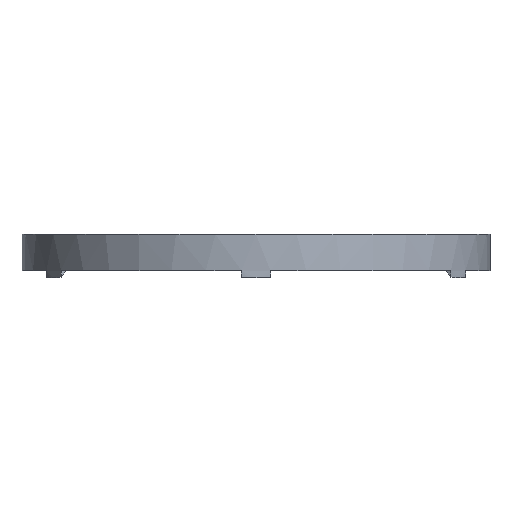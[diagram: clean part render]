
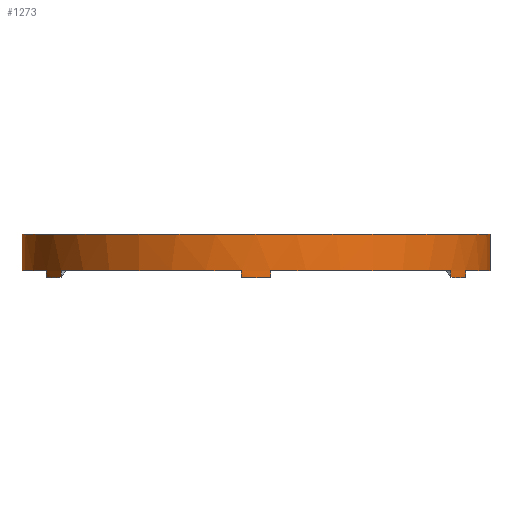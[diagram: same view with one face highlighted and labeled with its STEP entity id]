
A CAD part, left-side view. The second image highlights one B-rep face of the part: STEP entity #1273.
In plain terms, the highlighted cylindrical face has radius 16.095 mm (diameter 32.19 mm), a full revolution.
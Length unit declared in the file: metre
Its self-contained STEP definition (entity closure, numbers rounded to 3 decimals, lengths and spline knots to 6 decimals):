
#1273=ADVANCED_FACE('',(#2930,#2931),#2932,.T.);
#2930=FACE_OUTER_BOUND('',#7808,.T.);
#2931=FACE_OUTER_BOUND('',#7809,.T.);
#2932=CYLINDRICAL_SURFACE('',#7810,0.016095);
#7808=EDGE_LOOP('',(#16100,#16101,#16102,#16103,#16104,#16105,#16106,#16107,#16108,#16109,#16110,#16111,#16112,#16113,#16114,#16115,#16116,#16117,#16118,#16119,#16120,#16121,#16122,#16123));
#7809=EDGE_LOOP('',(#16124));
#7810=AXIS2_PLACEMENT_3D('',#16125,#16126,#16127);
#16100=ORIENTED_EDGE('',*,*,#20611,.T.);
#16101=ORIENTED_EDGE('',*,*,#20643,.F.);
#16102=ORIENTED_EDGE('',*,*,#20644,.T.);
#16103=ORIENTED_EDGE('',*,*,#20645,.F.);
#16104=ORIENTED_EDGE('',*,*,#20607,.T.);
#16105=ORIENTED_EDGE('',*,*,#20646,.F.);
#16106=ORIENTED_EDGE('',*,*,#20647,.T.);
#16107=ORIENTED_EDGE('',*,*,#20648,.F.);
#16108=ORIENTED_EDGE('',*,*,#20603,.T.);
#16109=ORIENTED_EDGE('',*,*,#20649,.F.);
#16110=ORIENTED_EDGE('',*,*,#20650,.T.);
#16111=ORIENTED_EDGE('',*,*,#20651,.F.);
#16112=ORIENTED_EDGE('',*,*,#20599,.T.);
#16113=ORIENTED_EDGE('',*,*,#20652,.F.);
#16114=ORIENTED_EDGE('',*,*,#20653,.T.);
#16115=ORIENTED_EDGE('',*,*,#20654,.F.);
#16116=ORIENTED_EDGE('',*,*,#20595,.T.);
#16117=ORIENTED_EDGE('',*,*,#20655,.F.);
#16118=ORIENTED_EDGE('',*,*,#20656,.T.);
#16119=ORIENTED_EDGE('',*,*,#20657,.F.);
#16120=ORIENTED_EDGE('',*,*,#20615,.T.);
#16121=ORIENTED_EDGE('',*,*,#20658,.F.);
#16122=ORIENTED_EDGE('',*,*,#20659,.T.);
#16123=ORIENTED_EDGE('',*,*,#20660,.F.);
#16124=ORIENTED_EDGE('',*,*,#19816,.T.);
#16125=CARTESIAN_POINT('',(0.0,0.0,0.0));
#16126=DIRECTION('',(0.0,-0.0,1.0));
#16127=DIRECTION('',(1.0,0.0,0.0));
#19816=EDGE_CURVE('',#23461,#23461,#23462,.T.);
#20595=EDGE_CURVE('',#24436,#24434,#24437,.T.);
#20599=EDGE_CURVE('',#24444,#24442,#24445,.T.);
#20603=EDGE_CURVE('',#24452,#24450,#24453,.T.);
#20607=EDGE_CURVE('',#24460,#24458,#24461,.T.);
#20611=EDGE_CURVE('',#24468,#24466,#24469,.T.);
#20615=EDGE_CURVE('',#24430,#24474,#24476,.T.);
#20643=EDGE_CURVE('',#24515,#24466,#24516,.T.);
#20644=EDGE_CURVE('',#24515,#24517,#24518,.T.);
#20645=EDGE_CURVE('',#24460,#24517,#24519,.F.);
#20646=EDGE_CURVE('',#24520,#24458,#24521,.T.);
#20647=EDGE_CURVE('',#24520,#24522,#24523,.T.);
#20648=EDGE_CURVE('',#24452,#24522,#24524,.F.);
#20649=EDGE_CURVE('',#24525,#24450,#24526,.T.);
#20650=EDGE_CURVE('',#24525,#24527,#24528,.T.);
#20651=EDGE_CURVE('',#24444,#24527,#24529,.F.);
#20652=EDGE_CURVE('',#24530,#24442,#24531,.T.);
#20653=EDGE_CURVE('',#24530,#24532,#24533,.T.);
#20654=EDGE_CURVE('',#24436,#24532,#24534,.F.);
#20655=EDGE_CURVE('',#24535,#24434,#24536,.T.);
#20656=EDGE_CURVE('',#24535,#24537,#24538,.T.);
#20657=EDGE_CURVE('',#24430,#24537,#24539,.F.);
#20658=EDGE_CURVE('',#24540,#24474,#24541,.T.);
#20659=EDGE_CURVE('',#24540,#24542,#24543,.T.);
#20660=EDGE_CURVE('',#24468,#24542,#24544,.F.);
#23461=VERTEX_POINT('',#29538);
#23462=CIRCLE('',#29539,0.016095);
#24430=VERTEX_POINT('',#31268);
#24434=VERTEX_POINT('',#31274);
#24436=VERTEX_POINT('',#31277);
#24437=CIRCLE('',#31278,0.016095);
#24442=VERTEX_POINT('',#31285);
#24444=VERTEX_POINT('',#31288);
#24445=CIRCLE('',#31289,0.016095);
#24450=VERTEX_POINT('',#31296);
#24452=VERTEX_POINT('',#31299);
#24453=CIRCLE('',#31300,0.016095);
#24458=VERTEX_POINT('',#31307);
#24460=VERTEX_POINT('',#31310);
#24461=CIRCLE('',#31311,0.016095);
#24466=VERTEX_POINT('',#31318);
#24468=VERTEX_POINT('',#31321);
#24469=CIRCLE('',#31322,0.016095);
#24474=VERTEX_POINT('',#31329);
#24476=CIRCLE('',#31332,0.016095);
#24515=VERTEX_POINT('',#31371);
#24516=LINE('',#31372,#31373);
#24517=VERTEX_POINT('',#31374);
#24518=ELLIPSE('',#31375,0.022762,0.016095);
#24519=LINE('',#31376,#31377);
#24520=VERTEX_POINT('',#31378);
#24521=LINE('',#31379,#31380);
#24522=VERTEX_POINT('',#31381);
#24523=ELLIPSE('',#31382,0.022762,0.016095);
#24524=LINE('',#31383,#31384);
#24525=VERTEX_POINT('',#31385);
#24526=LINE('',#31386,#31387);
#24527=VERTEX_POINT('',#31388);
#24528=ELLIPSE('',#31389,0.022762,0.016095);
#24529=LINE('',#31390,#31391);
#24530=VERTEX_POINT('',#31392);
#24531=LINE('',#31393,#31394);
#24532=VERTEX_POINT('',#31395);
#24533=ELLIPSE('',#31396,0.022762,0.016095);
#24534=LINE('',#31397,#31398);
#24535=VERTEX_POINT('',#31399);
#24536=LINE('',#31400,#31401);
#24537=VERTEX_POINT('',#31402);
#24538=ELLIPSE('',#31403,0.022762,0.016095);
#24539=LINE('',#31404,#31405);
#24540=VERTEX_POINT('',#31406);
#24541=LINE('',#31407,#31408);
#24542=VERTEX_POINT('',#31409);
#24543=ELLIPSE('',#31410,0.022762,0.016095);
#24544=LINE('',#31411,#31412);
#29538=CARTESIAN_POINT('',(0.016095,0.0,0.0));
#29539=AXIS2_PLACEMENT_3D('',#33676,#33677,#33678);
#31268=CARTESIAN_POINT('',(-0.008898,0.013412,-0.0025));
#31274=CARTESIAN_POINT('',(-0.007166,0.014412,-0.0025));
#31277=CARTESIAN_POINT('',(0.007166,0.014412,-0.0025));
#31278=AXIS2_PLACEMENT_3D('',#33918,#33919,#33920);
#31285=CARTESIAN_POINT('',(0.008898,0.013412,-0.0025));
#31288=CARTESIAN_POINT('',(0.016064,0.001,-0.0025));
#31289=AXIS2_PLACEMENT_3D('',#33924,#33925,#33926);
#31296=CARTESIAN_POINT('',(0.016064,-0.001,-0.0025));
#31299=CARTESIAN_POINT('',(0.008898,-0.013412,-0.0025));
#31300=AXIS2_PLACEMENT_3D('',#33930,#33931,#33932);
#31307=CARTESIAN_POINT('',(0.007166,-0.014412,-0.0025));
#31310=CARTESIAN_POINT('',(-0.007166,-0.014412,-0.0025));
#31311=AXIS2_PLACEMENT_3D('',#33936,#33937,#33938);
#31318=CARTESIAN_POINT('',(-0.008898,-0.013412,-0.0025));
#31321=CARTESIAN_POINT('',(-0.016064,-0.001,-0.0025));
#31322=AXIS2_PLACEMENT_3D('',#33942,#33943,#33944);
#31329=CARTESIAN_POINT('',(-0.016064,0.001,-0.0025));
#31332=AXIS2_PLACEMENT_3D('',#33948,#33949,#33950);
#31371=CARTESIAN_POINT('',(-0.008898,-0.013412,-0.002969));
#31372=CARTESIAN_POINT('',(-0.008898,-0.013412,-0.00301));
#31373=VECTOR('',#34026,1.0);
#31374=CARTESIAN_POINT('',(-0.007166,-0.014412,-0.002969));
#31375=AXIS2_PLACEMENT_3D('',#34027,#34028,#34029);
#31376=CARTESIAN_POINT('',(-0.007166,-0.014412,-0.00301));
#31377=VECTOR('',#34030,1.0);
#31378=CARTESIAN_POINT('',(0.007166,-0.014412,-0.002969));
#31379=CARTESIAN_POINT('',(0.007166,-0.014412,-0.00301));
#31380=VECTOR('',#34031,1.0);
#31381=CARTESIAN_POINT('',(0.008898,-0.013412,-0.002969));
#31382=AXIS2_PLACEMENT_3D('',#34032,#34033,#34034);
#31383=CARTESIAN_POINT('',(0.008898,-0.013412,-0.00301));
#31384=VECTOR('',#34035,1.0);
#31385=CARTESIAN_POINT('',(0.016064,-0.001,-0.002969));
#31386=CARTESIAN_POINT('',(0.016064,-0.001,-0.00301));
#31387=VECTOR('',#34036,1.0);
#31388=CARTESIAN_POINT('',(0.016064,0.001,-0.002969));
#31389=AXIS2_PLACEMENT_3D('',#34037,#34038,#34039);
#31390=CARTESIAN_POINT('',(0.016064,0.001,-0.00301));
#31391=VECTOR('',#34040,1.0);
#31392=CARTESIAN_POINT('',(0.008898,0.013412,-0.002969));
#31393=CARTESIAN_POINT('',(0.008898,0.013412,-0.00301));
#31394=VECTOR('',#34041,1.0);
#31395=CARTESIAN_POINT('',(0.007166,0.014412,-0.002969));
#31396=AXIS2_PLACEMENT_3D('',#34042,#34043,#34044);
#31397=CARTESIAN_POINT('',(0.007166,0.014412,-0.00301));
#31398=VECTOR('',#34045,1.0);
#31399=CARTESIAN_POINT('',(-0.007166,0.014412,-0.002969));
#31400=CARTESIAN_POINT('',(-0.007166,0.014412,-0.00301));
#31401=VECTOR('',#34046,1.0);
#31402=CARTESIAN_POINT('',(-0.008898,0.013412,-0.002969));
#31403=AXIS2_PLACEMENT_3D('',#34047,#34048,#34049);
#31404=CARTESIAN_POINT('',(-0.008898,0.013412,-0.00301));
#31405=VECTOR('',#34050,1.0);
#31406=CARTESIAN_POINT('',(-0.016064,0.001,-0.002969));
#31407=CARTESIAN_POINT('',(-0.016064,0.001,-0.00301));
#31408=VECTOR('',#34051,1.0);
#31409=CARTESIAN_POINT('',(-0.016064,-0.001,-0.002969));
#31410=AXIS2_PLACEMENT_3D('',#34052,#34053,#34054);
#31411=CARTESIAN_POINT('',(-0.016064,-0.001,-0.00301));
#31412=VECTOR('',#34055,1.0);
#33676=CARTESIAN_POINT('',(0.0,0.0,0.0));
#33677=DIRECTION('',(0.0,0.0,-1.0));
#33678=DIRECTION('',(1.0,0.0,0.0));
#33918=CARTESIAN_POINT('',(0.0,0.0,-0.0025));
#33919=DIRECTION('',(0.0,-0.0,1.0));
#33920=DIRECTION('',(-1.0,0.0,0.0));
#33924=CARTESIAN_POINT('',(0.0,0.0,-0.0025));
#33925=DIRECTION('',(0.0,-0.0,1.0));
#33926=DIRECTION('',(-1.0,0.0,0.0));
#33930=CARTESIAN_POINT('',(0.0,0.0,-0.0025));
#33931=DIRECTION('',(0.0,-0.0,1.0));
#33932=DIRECTION('',(-1.0,0.0,0.0));
#33936=CARTESIAN_POINT('',(0.0,0.0,-0.0025));
#33937=DIRECTION('',(0.0,-0.0,1.0));
#33938=DIRECTION('',(-1.0,0.0,0.0));
#33942=CARTESIAN_POINT('',(0.0,0.0,-0.0025));
#33943=DIRECTION('',(0.0,-0.0,1.0));
#33944=DIRECTION('',(-1.0,0.0,0.0));
#33948=CARTESIAN_POINT('',(0.0,0.0,-0.0025));
#33949=DIRECTION('',(0.0,-0.0,1.0));
#33950=DIRECTION('',(-1.0,0.0,0.0));
#34026=DIRECTION('',(0.0,0.0,1.0));
#34027=CARTESIAN_POINT('',(0.0,0.0,0.013095));
#34028=DIRECTION('',(-0.354,-0.612,0.707));
#34029=DIRECTION('',(0.354,0.612,0.707));
#34030=DIRECTION('',(0.0,0.0,1.0));
#34031=DIRECTION('',(0.0,0.0,1.0));
#34032=CARTESIAN_POINT('',(0.0,0.0,0.013095));
#34033=DIRECTION('',(0.354,-0.612,0.707));
#34034=DIRECTION('',(-0.354,0.612,0.707));
#34035=DIRECTION('',(0.0,0.0,1.0));
#34036=DIRECTION('',(0.0,0.0,1.0));
#34037=CARTESIAN_POINT('',(0.0,0.0,0.013095));
#34038=DIRECTION('',(0.707,0.,0.707));
#34039=DIRECTION('',(-0.707,0.,0.707));
#34040=DIRECTION('',(0.0,0.0,1.0));
#34041=DIRECTION('',(0.0,0.0,1.0));
#34042=CARTESIAN_POINT('',(0.0,0.0,0.013095));
#34043=DIRECTION('',(0.354,0.612,0.707));
#34044=DIRECTION('',(-0.354,-0.612,0.707));
#34045=DIRECTION('',(0.0,0.0,1.0));
#34046=DIRECTION('',(0.0,0.0,1.0));
#34047=CARTESIAN_POINT('',(0.0,0.0,0.013095));
#34048=DIRECTION('',(-0.354,0.612,0.707));
#34049=DIRECTION('',(0.354,-0.612,0.707));
#34050=DIRECTION('',(0.0,0.0,1.0));
#34051=DIRECTION('',(0.0,0.0,1.0));
#34052=CARTESIAN_POINT('',(0.0,0.0,0.013095));
#34053=DIRECTION('',(-0.707,-0.0,0.707));
#34054=DIRECTION('',(0.707,0.0,0.707));
#34055=DIRECTION('',(0.0,0.0,1.0));
